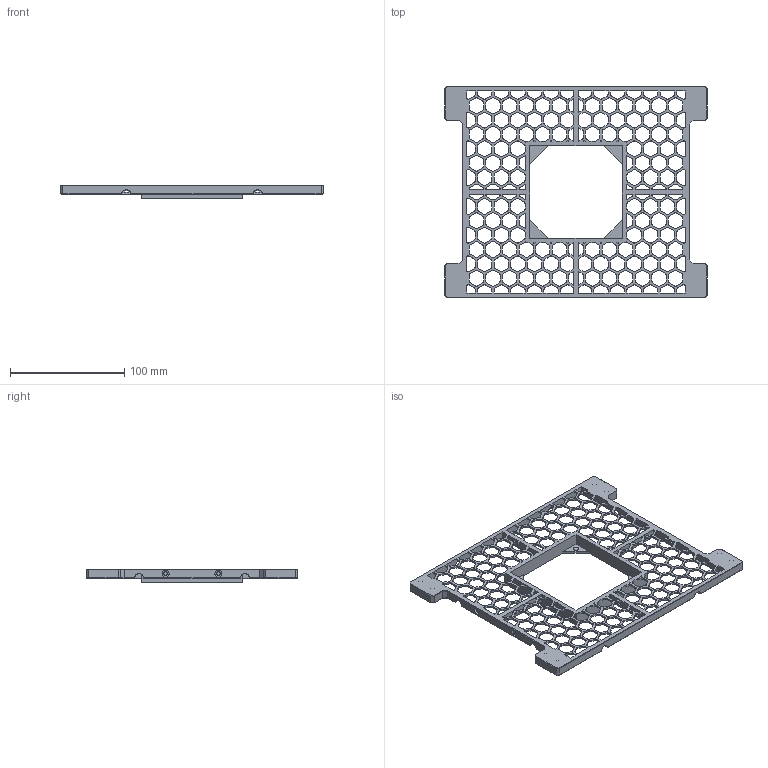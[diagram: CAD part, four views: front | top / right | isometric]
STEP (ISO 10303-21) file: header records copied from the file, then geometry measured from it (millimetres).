
FILE_DESCRIPTION(/* description */ ('STEP AP242','CAx-IF Rec.Pracs.---Representation and Presentation of Product Manufacturing Information (PMI)---4.0---2014-10-13','CAx-IF Rec.Pracs.---3D Tessellated Geometry---0.4---2014-09-14','2;1'),/* implementation_level */ '2;1');
FILE_NAME(/* name */ '65bd34b44e610d2f0594988f',/* time_stamp */ '2024-02-02T18:30:14Z',/* author */ (''),/* organization */ (''),/* preprocessor_version */ 'ST-DEVELOPER v19.4',/* originating_system */ ' ',/* authorisation */ ' ');
FILE_SCHEMA (('AP242_MANAGED_MODEL_BASED_3D_ENGINEERING_MIM_LF { 1 0 10303 442 1 1 4 }'));
Products named in the file (1): backplate_fan_outer_fw81_hd71.5_fd12
Bounding box: 230 x 185 x 12 mm (x, y, z)
Volume: 64561.9 mm3; surface area: 61080.4 mm2
Topology: 1 solids, 1 shells, 1994 faces, 6112 edges, 4044 vertices
Faces by surface type: plane 1130, cylinder 852, cone 12
Full cylindrical faces by diameter (mm): 3.2 x4, 6.1 x8, 6.2 x4
Entity records: 69098 total; most frequent: ORIENTED_EDGE 12168, CARTESIAN_POINT 12123, DIRECTION 11806, EDGE_CURVE 6084, LINE 4352, VECTOR 4352, VERTEX_POINT 4044, AXIS2_PLACEMENT_3D 3727
